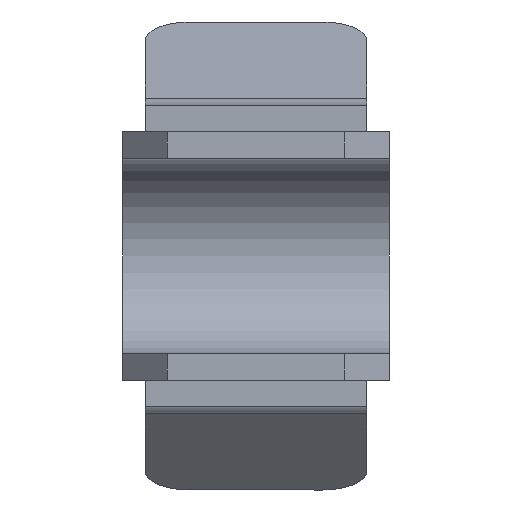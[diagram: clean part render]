
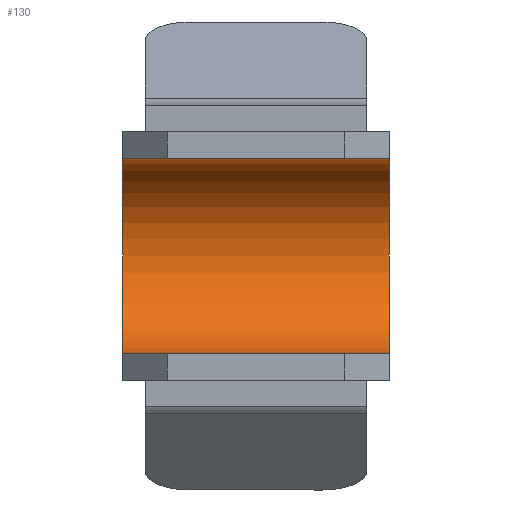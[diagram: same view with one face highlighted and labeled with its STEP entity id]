
A CAD part, front view. The second image highlights one B-rep face of the part: STEP entity #130.
In plain terms, the highlighted cylindrical face has radius 22 mm (diameter 44 mm), a partial arc.
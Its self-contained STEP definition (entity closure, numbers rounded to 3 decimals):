
#107 = EDGE_CURVE ( 'NONE', #833, #1078, #171, .T. ) ;
#130 = ADVANCED_FACE ( 'NONE', ( #844 ), #511, .F. ) ;
#171 = LINE ( 'NONE', #393, #1241 ) ;
#182 = CARTESIAN_POINT ( 'NONE',  ( 30., 0., 0. ) ) ;
#206 = ORIENTED_EDGE ( 'NONE', *, *, #612, .T. ) ;
#216 = CARTESIAN_POINT ( 'NONE',  ( 30., 0., 0. ) ) ;
#230 = EDGE_CURVE ( 'NONE', #833, #1002, #1103, .T. ) ;
#234 = CARTESIAN_POINT ( 'NONE',  ( 30., 0., 22. ) ) ;
#321 = CARTESIAN_POINT ( 'NONE',  ( 30., 0., -22. ) ) ;
#331 = DIRECTION ( 'NONE',  ( 1., 0., 0. ) ) ;
#377 = LINE ( 'NONE', #695, #485 ) ;
#393 = CARTESIAN_POINT ( 'NONE',  ( 30., 0., -22. ) ) ;
#440 = DIRECTION ( 'NONE',  ( 0., 0., -1. ) ) ;
#485 = VECTOR ( 'NONE', #589, 1000. ) ;
#511 = CYLINDRICAL_SURFACE ( 'NONE', #682, 22. ) ;
#589 = DIRECTION ( 'NONE',  ( -1., 0., 0. ) ) ;
#612 = EDGE_CURVE ( 'NONE', #1002, #919, #377, .T. ) ;
#625 = DIRECTION ( 'NONE',  ( -1., 0., 0. ) ) ;
#650 = ORIENTED_EDGE ( 'NONE', *, *, #230, .T. ) ;
#674 = ORIENTED_EDGE ( 'NONE', *, *, #107, .F. ) ;
#682 = AXIS2_PLACEMENT_3D ( 'NONE', #182, #625, #1037 ) ;
#695 = CARTESIAN_POINT ( 'NONE',  ( 30., 0., 22. ) ) ;
#734 = EDGE_LOOP ( 'NONE', ( #1307, #674, #650, #206 ) ) ;
#768 = CARTESIAN_POINT ( 'NONE',  ( -30., 0., 22. ) ) ;
#769 = CARTESIAN_POINT ( 'NONE',  ( -30., 0., 0. ) ) ;
#833 = VERTEX_POINT ( 'NONE', #321 ) ;
#844 = FACE_OUTER_BOUND ( 'NONE', #734, .T. ) ;
#919 = VERTEX_POINT ( 'NONE', #768 ) ;
#1002 = VERTEX_POINT ( 'NONE', #234 ) ;
#1037 = DIRECTION ( 'NONE',  ( 0., 0., 1. ) ) ;
#1077 = DIRECTION ( 'NONE',  ( 1., 0., 0. ) ) ;
#1078 = VERTEX_POINT ( 'NONE', #1231 ) ;
#1103 = CIRCLE ( 'NONE', #1396, 22. ) ;
#1155 = CIRCLE ( 'NONE', #1339, 22. ) ;
#1196 = DIRECTION ( 'NONE',  ( 0., 0., -1. ) ) ;
#1231 = CARTESIAN_POINT ( 'NONE',  ( -30., 0., -22. ) ) ;
#1241 = VECTOR ( 'NONE', #1360, 1000. ) ;
#1307 = ORIENTED_EDGE ( 'NONE', *, *, #1347, .F. ) ;
#1339 = AXIS2_PLACEMENT_3D ( 'NONE', #769, #1077, #1196 ) ;
#1347 = EDGE_CURVE ( 'NONE', #1078, #919, #1155, .T. ) ;
#1360 = DIRECTION ( 'NONE',  ( -1., 0., 0. ) ) ;
#1396 = AXIS2_PLACEMENT_3D ( 'NONE', #216, #331, #440 ) ;
